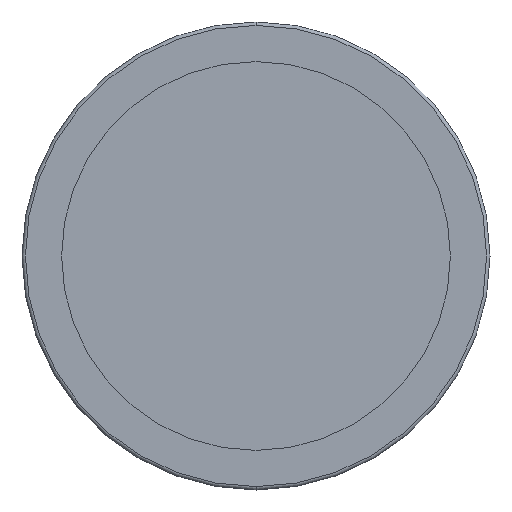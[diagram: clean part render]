
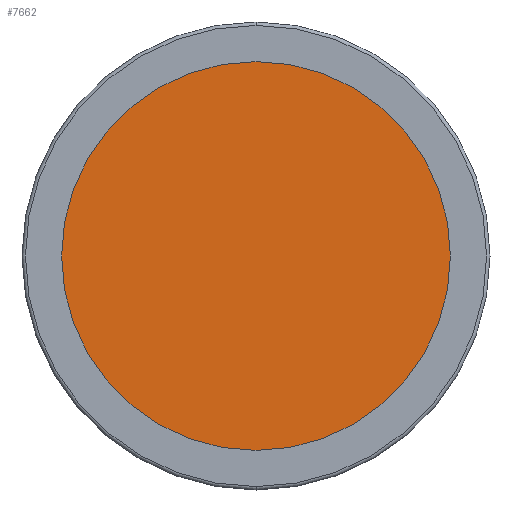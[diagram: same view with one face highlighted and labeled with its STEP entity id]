
A CAD part, front view. The second image highlights one B-rep face of the part: STEP entity #7662.
In plain terms, the highlighted face is planar.
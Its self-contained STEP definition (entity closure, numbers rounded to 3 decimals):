
#4820 = DIRECTION ( 'NONE',  ( 0., 0., 1. ) ) ;
#5585 = EDGE_LOOP ( 'NONE', ( #13669, #7155 ) ) ;
#6943 = CIRCLE ( 'NONE', #20975, 33.5 ) ;
#7155 = ORIENTED_EDGE ( 'NONE', *, *, #15106, .T. ) ;
#7599 = CARTESIAN_POINT ( 'NONE',  ( 33.5, 0., 0. ) ) ;
#7662 = ADVANCED_FACE ( 'NONE', ( #19358 ), #26297, .T. ) ;
#8747 = CIRCLE ( 'NONE', #19881, 33.5 ) ;
#8785 = AXIS2_PLACEMENT_3D ( 'NONE', #29072, #19807, #12852 ) ;
#9293 = DIRECTION ( 'NONE',  ( 1., 0., 0. ) ) ;
#9858 = DIRECTION ( 'NONE',  ( 1., 0., 0. ) ) ;
#10110 = CARTESIAN_POINT ( 'NONE',  ( -33.5, 0., 0. ) ) ;
#11706 = VERTEX_POINT ( 'NONE', #7599 ) ;
#12852 = DIRECTION ( 'NONE',  ( 1., 0., 0. ) ) ;
#13669 = ORIENTED_EDGE ( 'NONE', *, *, #24568, .T. ) ;
#14397 = CARTESIAN_POINT ( 'NONE',  ( 0., 0., 0. ) ) ;
#15106 = EDGE_CURVE ( 'NONE', #20301, #11706, #6943, .T. ) ;
#16545 = CARTESIAN_POINT ( 'NONE',  ( 0., 0., 0. ) ) ;
#19358 = FACE_OUTER_BOUND ( 'NONE', #5585, .T. ) ;
#19807 = DIRECTION ( 'NONE',  ( 0., 0., 1. ) ) ;
#19881 = AXIS2_PLACEMENT_3D ( 'NONE', #16545, #25321, #9293 ) ;
#20301 = VERTEX_POINT ( 'NONE', #10110 ) ;
#20975 = AXIS2_PLACEMENT_3D ( 'NONE', #14397, #4820, #9858 ) ;
#24568 = EDGE_CURVE ( 'NONE', #11706, #20301, #8747, .T. ) ;
#25321 = DIRECTION ( 'NONE',  ( 0., 0., 1. ) ) ;
#26297 = PLANE ( 'NONE',  #8785 ) ;
#29072 = CARTESIAN_POINT ( 'NONE',  ( 0., 0., 0. ) ) ;
